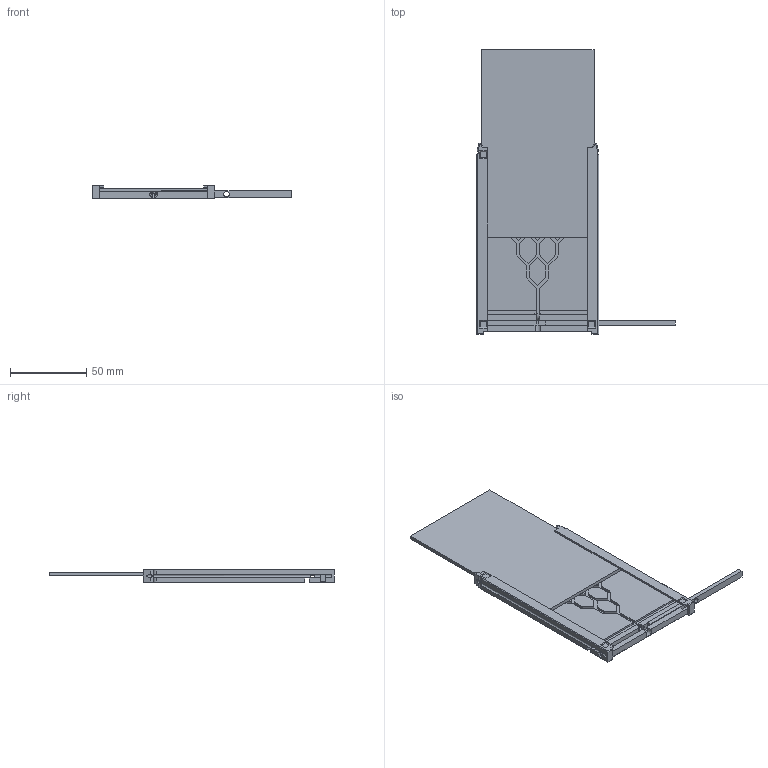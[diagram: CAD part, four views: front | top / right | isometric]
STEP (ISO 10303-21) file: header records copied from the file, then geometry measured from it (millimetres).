
FILE_DESCRIPTION( ( '' ), ' ' );
FILE_NAME( '592b4fc5f11ae5108b96b12d.step', '2017-05-28T22:31:35', ( '' ), ( '' ), ' ', ' ', ' ' );
FILE_SCHEMA( ( 'AUTOMOTIVE_DESIGN { 1 0 10303 214 1 1 1 1 }' ) );
Length unit declared in the file: metre
Products named in the file (4): Assem1; arena_binary_tree; Glass_lid; slider
Assembly tree (3 placements, depth 2):
  Assem1
    arena_binary_tree
    Glass_lid
    slider
Bounding box: 130.2 x 186.28 x 9 mm (x, y, z)
Volume: 66594.7 mm3; surface area: 48561.4 mm2
Topology: 3 solids, 3 shells, 305 faces, 819 edges, 531 vertices
Faces by surface type: plane 282, cylinder 16, bspline 7
Full cylindrical faces by diameter (mm): 3.5 x1
Entity records: 13466 total; most frequent: CARTESIAN_POINT 3375, ORIENTED_EDGE 1634, DIRECTION 1430, EDGE_CURVE 817, LINE 726, VECTOR 726, VERTEX_POINT 530, AXIS2_PLACEMENT_3D 352
